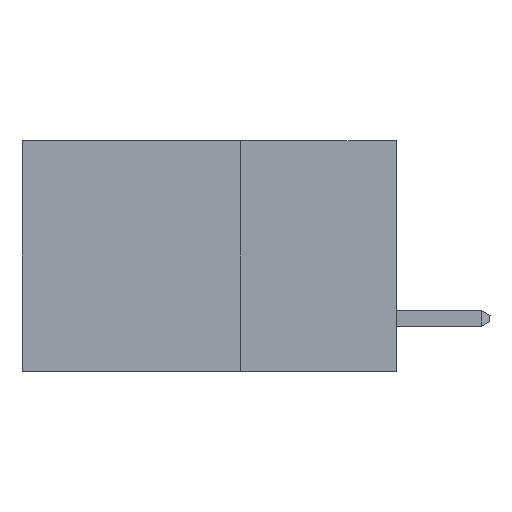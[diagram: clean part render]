
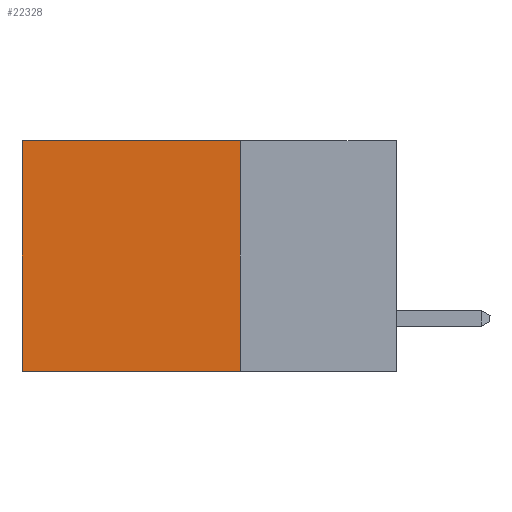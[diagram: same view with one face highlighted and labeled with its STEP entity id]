
A CAD part, left-side view. The second image highlights one B-rep face of the part: STEP entity #22328.
In plain terms, the highlighted planar face has unit normal (-1, 0, 0).
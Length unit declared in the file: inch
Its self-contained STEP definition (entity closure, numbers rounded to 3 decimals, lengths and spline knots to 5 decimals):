
#117 = LINE ( 'NONE', #9556, #15125 ) ;
#957 = CARTESIAN_POINT ( 'NONE',  ( 0.298, 0.25, 0. ) ) ;
#1273 = VERTEX_POINT ( 'NONE', #24637 ) ;
#1536 = ORIENTED_EDGE ( 'NONE', *, *, #12790, .T. ) ;
#2096 = EDGE_CURVE ( 'NONE', #20240, #27609, #25989, .T. ) ;
#3795 = CARTESIAN_POINT ( 'NONE',  ( 0.298, 0.25, 0. ) ) ;
#3829 = CARTESIAN_POINT ( 'NONE',  ( 0.298, 0.6, 0. ) ) ;
#3887 = DIRECTION ( 'NONE',  ( 1., 0., 0. ) ) ;
#4390 = ORIENTED_EDGE ( 'NONE', *, *, #2096, .T. ) ;
#4908 = VECTOR ( 'NONE', #9964, 39.37008 ) ;
#5980 = EDGE_LOOP ( 'NONE', ( #1536, #7536, #10139, #4390 ) ) ;
#7536 = ORIENTED_EDGE ( 'NONE', *, *, #10745, .F. ) ;
#9556 = CARTESIAN_POINT ( 'NONE',  ( 0.298, 0.25, 0. ) ) ;
#9964 = DIRECTION ( 'NONE',  ( 0., 0., -1. ) ) ;
#10139 = ORIENTED_EDGE ( 'NONE', *, *, #23041, .F. ) ;
#10745 = EDGE_CURVE ( 'NONE', #26053, #1273, #22155, .T. ) ;
#12790 = EDGE_CURVE ( 'NONE', #27609, #1273, #23760, .T. ) ;
#13137 = CARTESIAN_POINT ( 'NONE',  ( 0.298, 0.25, 0. ) ) ;
#13265 = VECTOR ( 'NONE', #17456, 39.37008 ) ;
#15125 = VECTOR ( 'NONE', #25606, 39.37008 ) ;
#16123 = VECTOR ( 'NONE', #27310, 39.37008 ) ;
#16715 = CARTESIAN_POINT ( 'NONE',  ( 0.298, 0.6, 0. ) ) ;
#17456 = DIRECTION ( 'NONE',  ( 0., 1., 0. ) ) ;
#20240 = VERTEX_POINT ( 'NONE', #957 ) ;
#21417 = AXIS2_PLACEMENT_3D ( 'NONE', #3795, #3887, #26637 ) ;
#22155 = LINE ( 'NONE', #25072, #16123 ) ;
#22328 = ADVANCED_FACE ( 'NONE', ( #28210 ), #24366, .F. ) ;
#23041 = EDGE_CURVE ( 'NONE', #20240, #26053, #117, .T. ) ;
#23760 = LINE ( 'NONE', #16715, #4908 ) ;
#24366 = PLANE ( 'NONE',  #21417 ) ;
#24637 = CARTESIAN_POINT ( 'NONE',  ( 0.298, 0.6, -0.37 ) ) ;
#25072 = CARTESIAN_POINT ( 'NONE',  ( 0.298, 0.25, -0.37 ) ) ;
#25606 = DIRECTION ( 'NONE',  ( 0., 0., -1. ) ) ;
#25989 = LINE ( 'NONE', #13137, #13265 ) ;
#26053 = VERTEX_POINT ( 'NONE', #28524 ) ;
#26637 = DIRECTION ( 'NONE',  ( 0., 0., -1. ) ) ;
#27310 = DIRECTION ( 'NONE',  ( 0., 1., 0. ) ) ;
#27609 = VERTEX_POINT ( 'NONE', #3829 ) ;
#28210 = FACE_OUTER_BOUND ( 'NONE', #5980, .T. ) ;
#28524 = CARTESIAN_POINT ( 'NONE',  ( 0.298, 0.25, -0.37 ) ) ;
